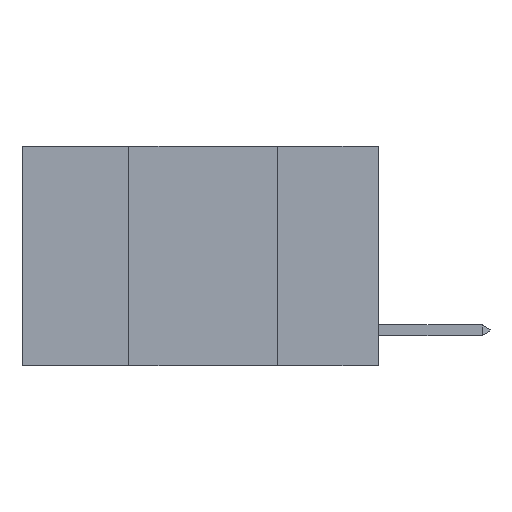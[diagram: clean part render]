
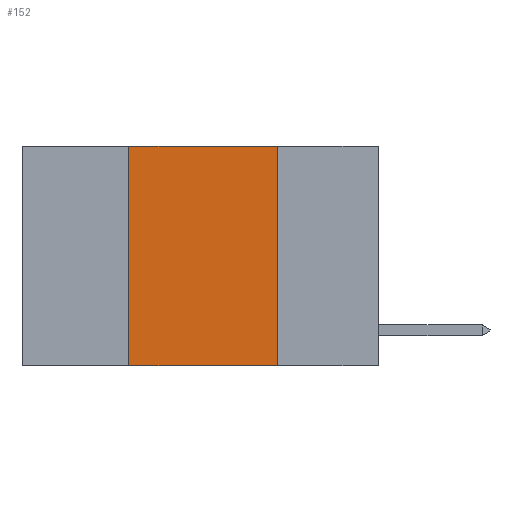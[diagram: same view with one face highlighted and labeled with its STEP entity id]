
A CAD part, left-side view. The second image highlights one B-rep face of the part: STEP entity #152.
In plain terms, the highlighted planar face has unit normal (-1, 0, 0).
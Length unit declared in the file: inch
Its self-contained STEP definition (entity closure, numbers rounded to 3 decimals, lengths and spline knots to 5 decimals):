
#152 = ADVANCED_FACE ( 'NONE', ( #7495 ), #13307, .F. ) ;
#993 = LINE ( 'NONE', #11055, #4017 ) ;
#1858 = EDGE_LOOP ( 'NONE', ( #11887, #12277, #2609, #12642 ) ) ;
#2228 = DIRECTION ( 'NONE',  ( 0., 0., 1. ) ) ;
#2609 = ORIENTED_EDGE ( 'NONE', *, *, #3720, .F. ) ;
#2785 = VECTOR ( 'NONE', #15676, 39.37008 ) ;
#3402 = VERTEX_POINT ( 'NONE', #14057 ) ;
#3688 = EDGE_CURVE ( 'NONE', #7301, #3402, #11093, .T. ) ;
#3720 = EDGE_CURVE ( 'NONE', #7301, #5965, #993, .T. ) ;
#4017 = VECTOR ( 'NONE', #2228, 39.37008 ) ;
#4791 = EDGE_CURVE ( 'NONE', #5965, #11946, #8554, .T. ) ;
#4932 = EDGE_CURVE ( 'NONE', #11946, #3402, #15950, .T. ) ;
#5557 = CARTESIAN_POINT ( 'NONE',  ( 0., 0.6, 0. ) ) ;
#5929 = CARTESIAN_POINT ( 'NONE',  ( 0., 0.6, -0.37 ) ) ;
#5965 = VERTEX_POINT ( 'NONE', #6436 ) ;
#6436 = CARTESIAN_POINT ( 'NONE',  ( 0., 0.42, 0. ) ) ;
#6841 = DIRECTION ( 'NONE',  ( 0., -1., 0. ) ) ;
#7301 = VERTEX_POINT ( 'NONE', #15325 ) ;
#7495 = FACE_OUTER_BOUND ( 'NONE', #1858, .T. ) ;
#8018 = CARTESIAN_POINT ( 'NONE',  ( 0., 0.6, 0. ) ) ;
#8165 = VECTOR ( 'NONE', #13386, 39.37008 ) ;
#8305 = AXIS2_PLACEMENT_3D ( 'NONE', #8018, #13197, #12000 ) ;
#8554 = LINE ( 'NONE', #5557, #11482 ) ;
#10446 = CARTESIAN_POINT ( 'NONE',  ( 0., 0.17, 0. ) ) ;
#11055 = CARTESIAN_POINT ( 'NONE',  ( 0., 0.42, 0. ) ) ;
#11093 = LINE ( 'NONE', #5929, #8165 ) ;
#11482 = VECTOR ( 'NONE', #6841, 39.37008 ) ;
#11887 = ORIENTED_EDGE ( 'NONE', *, *, #4932, .F. ) ;
#11946 = VERTEX_POINT ( 'NONE', #10446 ) ;
#12000 = DIRECTION ( 'NONE',  ( 0., 0., -1. ) ) ;
#12277 = ORIENTED_EDGE ( 'NONE', *, *, #4791, .F. ) ;
#12642 = ORIENTED_EDGE ( 'NONE', *, *, #3688, .T. ) ;
#13197 = DIRECTION ( 'NONE',  ( 1., 0., 0. ) ) ;
#13289 = CARTESIAN_POINT ( 'NONE',  ( 0., 0.17, 0. ) ) ;
#13307 = PLANE ( 'NONE',  #8305 ) ;
#13386 = DIRECTION ( 'NONE',  ( 0., -1., 0. ) ) ;
#14057 = CARTESIAN_POINT ( 'NONE',  ( 0., 0.17, -0.37 ) ) ;
#15325 = CARTESIAN_POINT ( 'NONE',  ( 0., 0.42, -0.37 ) ) ;
#15676 = DIRECTION ( 'NONE',  ( 0., 0., -1. ) ) ;
#15950 = LINE ( 'NONE', #13289, #2785 ) ;
